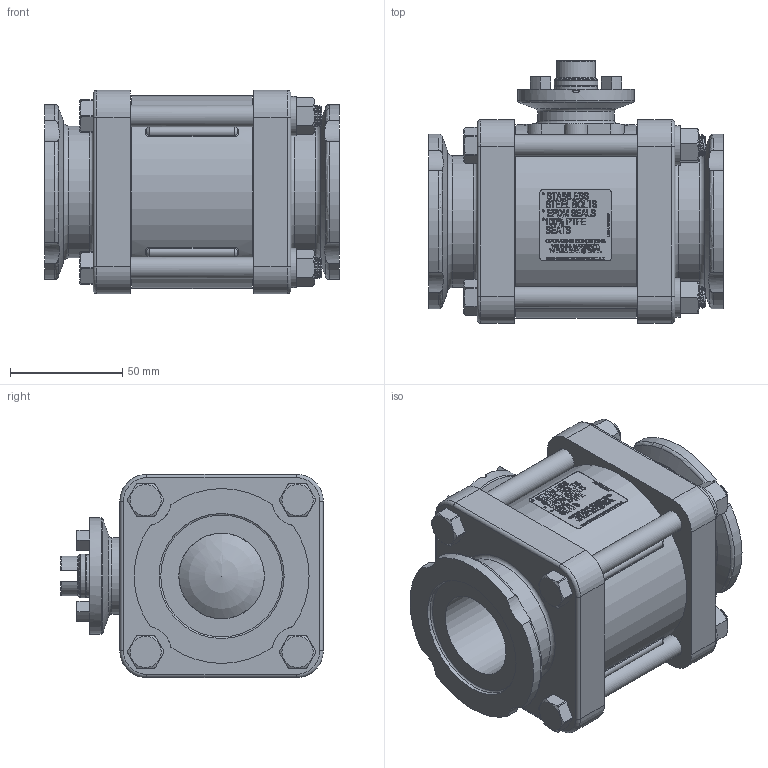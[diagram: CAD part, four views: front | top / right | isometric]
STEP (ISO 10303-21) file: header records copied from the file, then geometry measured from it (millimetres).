
FILE_DESCRIPTION(/* description */ ('2" Manifold Valve SubAssy'),/* implementation_level */ '2;1');
FILE_NAME(/* name */ 'MEV200XR1.stp',/* time_stamp */ '2019-08-20T11:16:16-04:00',/* author */ ('jhill4'),/* organization */ (''),/* preprocessor_version */ 'ST-DEVELOPER v17',/* originating_system */ 'Autodesk Inventor 2019',/* authorisation */ '');
FILE_SCHEMA (('AUTOMOTIVE_DESIGN { 1 0 10303 214 3 1 1 }'));
Products named in the file (17): MEV200XR1; MEV20254A; MEV20254AX; VE20255SSH; MEV10151; MEV10151SS; FP26041E; FP26041; UV15163; VE20294A; V20294X; VE20264E; V20017; V20018; V20019; VE20258A; VL1007
Assembly tree (30 placements, depth 3):
  MEV200XR1
    MEV20254A
      MEV20254AX
    VE20255SSH
    MEV10151
      MEV10151SS
      FP26041E  x2
      FP26041  x2
      UV15163
    VE20294A  x2
      V20294X
    VE20264E  x2
    V20017  x4
    V20018  x4
    V20019  x4
    VE20258A  x2
    VL1007
Bounding box: 131.01 x 116.74 x 90.42 mm (x, y, z)
Volume: 558020.5 mm3; surface area: 165555.3 mm2
Topology: 27 solids, 27 shells, 2799 faces, 7417 edges, 4904 vertices
Faces by surface type: plane 1323, bspline 727, cylinder 371, cone 293, torus 79, sphere 6
Full cylindrical faces by diameter (mm): 8.236 x60, 9.525 x60, 10.312 x8, 14.275 x2, 16.205 x1, 16.383 x2, 19.05 x4, 19.304 x1, 19.431 x2, 20.625 x2, 20.777 x1, 25.4 x1, 25.908 x1, 34.036 x1, 37.973 x2, 38.1 x4, 50.546 x2, 50.673 x2, 51.816 x1, 55.626 x2, 57.658 x2, 58.674 x2, 65.024 x1, 71.425 x2, 77.8 x2, 79.502 x2, 79.756 x2, 85.852 x1
Entity records: 77436 total; most frequent: CARTESIAN_POINT 24701, ORIENTED_EDGE 12070, DIRECTION 8258, EDGE_CURVE 6035, VERTEX_POINT 4018, LINE 3798, VECTOR 3798, EDGE_LOOP 2521
